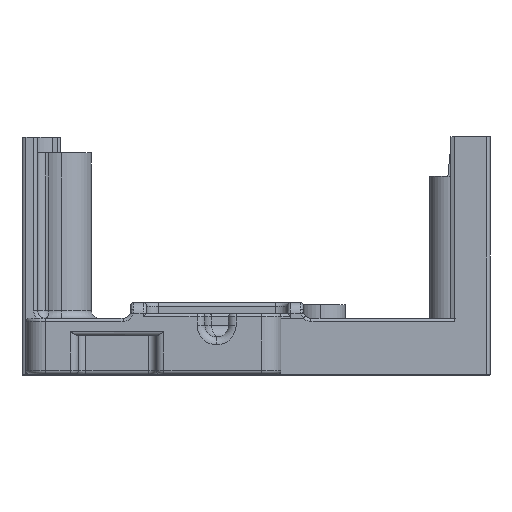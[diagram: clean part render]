
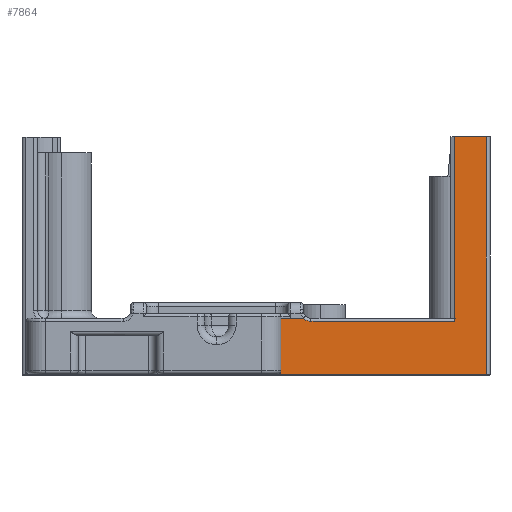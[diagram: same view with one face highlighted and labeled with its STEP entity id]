
A CAD part, top view. The second image highlights one B-rep face of the part: STEP entity #7864.
In plain terms, the highlighted planar face has unit normal (0, 0, 1).
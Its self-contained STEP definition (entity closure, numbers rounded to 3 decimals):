
#583 = VECTOR ( 'NONE', #7358, 1000. ) ;
#880 = VECTOR ( 'NONE', #1905, 1000. ) ;
#929 = AXIS2_PLACEMENT_3D ( 'NONE', #5483, #13379, #14900 ) ;
#1107 = LINE ( 'NONE', #12076, #583 ) ;
#1400 = CARTESIAN_POINT ( 'NONE',  ( 6.05, 7.219, 36.514 ) ) ;
#1494 = CARTESIAN_POINT ( 'NONE',  ( 6.05, 7.22, 36.514 ) ) ;
#1905 = DIRECTION ( 'NONE',  ( -1., 0., 0. ) ) ;
#1999 = EDGE_CURVE ( 'NONE', #3416, #12044, #12495, .T. ) ;
#2075 = EDGE_CURVE ( 'NONE', #6919, #12044, #17108, .T. ) ;
#2110 = B_SPLINE_CURVE_WITH_KNOTS ( 'NONE', 3,
 ( #6102, #16775, #12260, #12056, #1494, #1400, #13694, #7655, #13896, #20148 ),
 .UNSPECIFIED., .F., .F.,
 ( 4, 3, 3, 4 ),
 ( 0., 0., 0., 0. ),
 .UNSPECIFIED. ) ;
#2533 = VERTEX_POINT ( 'NONE', #15605 ) ;
#2794 = PLANE ( 'NONE',  #16324 ) ;
#2872 = VERTEX_POINT ( 'NONE', #7912 ) ;
#3416 = VERTEX_POINT ( 'NONE', #15861 ) ;
#3615 = DIRECTION ( 'NONE',  ( -1., 0., 0. ) ) ;
#3731 = CARTESIAN_POINT ( 'NONE',  ( 3.2, 7.2, 36.514 ) ) ;
#3740 = CARTESIAN_POINT ( 'NONE',  ( 7.05, 6.8, 36.514 ) ) ;
#3748 = VECTOR ( 'NONE', #7576, 1000. ) ;
#3818 = VERTEX_POINT ( 'NONE', #5279 ) ;
#4567 = VECTOR ( 'NONE', #14365, 1000. ) ;
#5121 = CARTESIAN_POINT ( 'NONE',  ( 6.05, 7.2, 36.514 ) ) ;
#5154 = CARTESIAN_POINT ( 'NONE',  ( 2.7, 0.5, 36.514 ) ) ;
#5279 = CARTESIAN_POINT ( 'NONE',  ( 7.05, 6.8, 36.514 ) ) ;
#5483 = CARTESIAN_POINT ( 'NONE',  ( 7.05, 8.2, 36.514 ) ) ;
#5617 = ORIENTED_EDGE ( 'NONE', *, *, #18720, .T. ) ;
#5893 = CARTESIAN_POINT ( 'NONE',  ( 29.5, 30.5, 36.514 ) ) ;
#6102 = CARTESIAN_POINT ( 'NONE',  ( 6.05, 7.22, 36.514 ) ) ;
#6384 = VECTOR ( 'NONE', #13912, 1000. ) ;
#6483 = CARTESIAN_POINT ( 'NONE',  ( 3.2, 7.2, 36.514 ) ) ;
#6566 = VERTEX_POINT ( 'NONE', #13372 ) ;
#6638 = AXIS2_PLACEMENT_3D ( 'NONE', #5154, #8138, #3615 ) ;
#6810 = EDGE_LOOP ( 'NONE', ( #5617, #15688, #12944, #13932, #10834, #6924, #9019, #11817, #15846, #10146, #12348 ) ) ;
#6919 = VERTEX_POINT ( 'NONE', #10065 ) ;
#6924 = ORIENTED_EDGE ( 'NONE', *, *, #11133, .T. ) ;
#7118 = VECTOR ( 'NONE', #14425, 1000. ) ;
#7358 = DIRECTION ( 'NONE',  ( 1., 0., 0. ) ) ;
#7542 = DIRECTION ( 'NONE',  ( -1., 0., 0. ) ) ;
#7576 = DIRECTION ( 'NONE',  ( 0., 1., 0. ) ) ;
#7655 = CARTESIAN_POINT ( 'NONE',  ( 6.05, 7.219, 36.514 ) ) ;
#7864 = ADVANCED_FACE ( 'NONE', ( #15518 ), #2794, .F. ) ;
#7912 = CARTESIAN_POINT ( 'NONE',  ( 6.05, 7.219, 36.514 ) ) ;
#8018 = LINE ( 'NONE', #6483, #4567 ) ;
#8085 = VECTOR ( 'NONE', #14779, 1000. ) ;
#8138 = DIRECTION ( 'NONE',  ( 0., 0., -1. ) ) ;
#9019 = ORIENTED_EDGE ( 'NONE', *, *, #12984, .T. ) ;
#9068 = CARTESIAN_POINT ( 'NONE',  ( 3.2, 7.2, 36.514 ) ) ;
#9882 = CARTESIAN_POINT ( 'NONE',  ( 25.5, 34.036, 36.514 ) ) ;
#9893 = CIRCLE ( 'NONE', #6638, 0.5 ) ;
#10065 = CARTESIAN_POINT ( 'NONE',  ( 29.5, 0., 36.514 ) ) ;
#10081 = DIRECTION ( 'NONE',  ( 0., -1., 0. ) ) ;
#10146 = ORIENTED_EDGE ( 'NONE', *, *, #14735, .T. ) ;
#10202 = CARTESIAN_POINT ( 'NONE',  ( 25.5, 6.8, 36.514 ) ) ;
#10380 = CARTESIAN_POINT ( 'NONE',  ( 2.7, 0., 36.514 ) ) ;
#10834 = ORIENTED_EDGE ( 'NONE', *, *, #19368, .T. ) ;
#11014 = VECTOR ( 'NONE', #10081, 1000. ) ;
#11133 = EDGE_CURVE ( 'NONE', #2533, #17975, #9893, .T. ) ;
#11817 = ORIENTED_EDGE ( 'NONE', *, *, #2075, .T. ) ;
#12044 = VERTEX_POINT ( 'NONE', #5893 ) ;
#12056 = CARTESIAN_POINT ( 'NONE',  ( 6.05, 7.22, 36.514 ) ) ;
#12076 = CARTESIAN_POINT ( 'NONE',  ( 3.2, 0., 36.514 ) ) ;
#12260 = CARTESIAN_POINT ( 'NONE',  ( 6.05, 7.22, 36.514 ) ) ;
#12286 = EDGE_CURVE ( 'NONE', #15409, #2872, #19708, .T. ) ;
#12348 = ORIENTED_EDGE ( 'NONE', *, *, #17342, .T. ) ;
#12495 = LINE ( 'NONE', #15352, #6384 ) ;
#12809 = CARTESIAN_POINT ( 'NONE',  ( 3.2, 7.2, 36.514 ) ) ;
#12944 = ORIENTED_EDGE ( 'NONE', *, *, #12286, .F. ) ;
#12984 = EDGE_CURVE ( 'NONE', #17975, #6919, #1107, .T. ) ;
#13372 = CARTESIAN_POINT ( 'NONE',  ( 6.05, 7.22, 36.514 ) ) ;
#13379 = DIRECTION ( 'NONE',  ( 0., 0., -1. ) ) ;
#13694 = CARTESIAN_POINT ( 'NONE',  ( 6.05, 7.219, 36.514 ) ) ;
#13896 = CARTESIAN_POINT ( 'NONE',  ( 6.05, 7.219, 36.514 ) ) ;
#13912 = DIRECTION ( 'NONE',  ( 1., 0., 0. ) ) ;
#13932 = ORIENTED_EDGE ( 'NONE', *, *, #15686, .F. ) ;
#14365 = DIRECTION ( 'NONE',  ( 0., -1., 0. ) ) ;
#14425 = DIRECTION ( 'NONE',  ( 1., 0., 0. ) ) ;
#14735 = EDGE_CURVE ( 'NONE', #3416, #18690, #17685, .T. ) ;
#14779 = DIRECTION ( 'NONE',  ( 0., 1., 0. ) ) ;
#14900 = DIRECTION ( 'NONE',  ( -1., 0., 0. ) ) ;
#15314 = DIRECTION ( 'NONE',  ( 0., 0., -1. ) ) ;
#15352 = CARTESIAN_POINT ( 'NONE',  ( 30., 30.5, 36.514 ) ) ;
#15409 = VERTEX_POINT ( 'NONE', #5121 ) ;
#15518 = FACE_OUTER_BOUND ( 'NONE', #6810, .T. ) ;
#15605 = CARTESIAN_POINT ( 'NONE',  ( 3.2, 0.5, 36.514 ) ) ;
#15686 = EDGE_CURVE ( 'NONE', #16222, #15409, #15960, .T. ) ;
#15688 = ORIENTED_EDGE ( 'NONE', *, *, #15978, .T. ) ;
#15846 = ORIENTED_EDGE ( 'NONE', *, *, #1999, .F. ) ;
#15850 = LINE ( 'NONE', #3740, #880 ) ;
#15861 = CARTESIAN_POINT ( 'NONE',  ( 25.5, 30.5, 36.514 ) ) ;
#15960 = LINE ( 'NONE', #12809, #7118 ) ;
#15978 = EDGE_CURVE ( 'NONE', #6566, #2872, #2110, .T. ) ;
#16222 = VERTEX_POINT ( 'NONE', #3731 ) ;
#16324 = AXIS2_PLACEMENT_3D ( 'NONE', #9068, #15314, #7542 ) ;
#16775 = CARTESIAN_POINT ( 'NONE',  ( 6.05, 7.22, 36.514 ) ) ;
#17108 = LINE ( 'NONE', #20070, #3748 ) ;
#17342 = EDGE_CURVE ( 'NONE', #18690, #3818, #15850, .T. ) ;
#17685 = LINE ( 'NONE', #9882, #11014 ) ;
#17951 = CIRCLE ( 'NONE', #929, 1.4 ) ;
#17970 = CARTESIAN_POINT ( 'NONE',  ( 6.05, 9.2, 36.514 ) ) ;
#17975 = VERTEX_POINT ( 'NONE', #10380 ) ;
#18690 = VERTEX_POINT ( 'NONE', #10202 ) ;
#18720 = EDGE_CURVE ( 'NONE', #3818, #6566, #17951, .T. ) ;
#19368 = EDGE_CURVE ( 'NONE', #16222, #2533, #8018, .T. ) ;
#19708 = LINE ( 'NONE', #17970, #8085 ) ;
#20070 = CARTESIAN_POINT ( 'NONE',  ( 29.5, 7.2, 36.514 ) ) ;
#20148 = CARTESIAN_POINT ( 'NONE',  ( 6.05, 7.219, 36.514 ) ) ;
